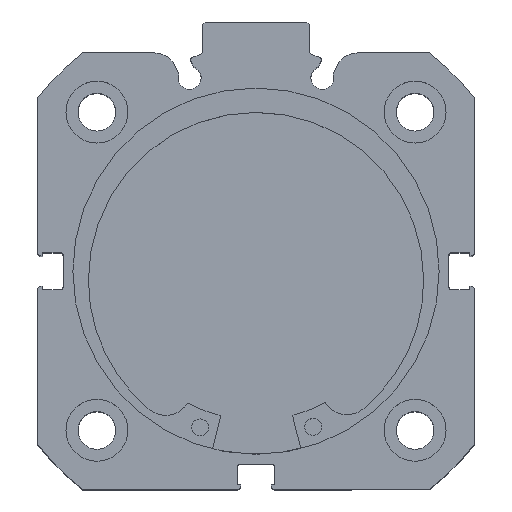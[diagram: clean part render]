
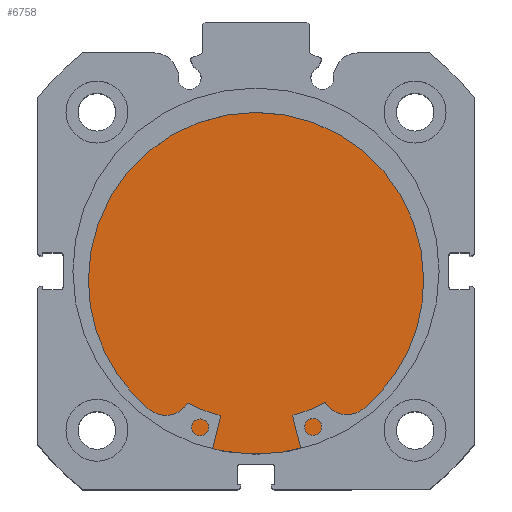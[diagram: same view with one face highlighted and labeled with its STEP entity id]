
A CAD part, top view. The second image highlights one B-rep face of the part: STEP entity #6758.
In plain terms, the highlighted face is planar.
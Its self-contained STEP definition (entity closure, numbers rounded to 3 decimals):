
#1088 = AXIS2_PLACEMENT_3D ( 'NONE', #4008, #4009, #4010 ) ;
#1094 = AXIS2_PLACEMENT_3D ( 'NONE', #4021, #4029, #4030 ) ;
#1172 = AXIS2_PLACEMENT_3D ( 'NONE', #4768, #4771, #4772 ) ;
#1887 = ORIENTED_EDGE ( 'NONE', *, *, #5731, .F. ) ;
#1888 = ORIENTED_EDGE ( 'NONE', *, *, #5724, .F. ) ;
#3440 = CIRCLE ( 'NONE', #1088, 32.5 ) ;
#3449 = CIRCLE ( 'NONE', #1094, 32.5 ) ;
#3691 = FACE_OUTER_BOUND ( 'NONE', #6488, .T. ) ;
#4008 = CARTESIAN_POINT ( 'NONE',  ( 9.5, 0., 0. ) ) ;
#4009 = DIRECTION ( 'NONE',  ( -1., 0., 0. ) ) ;
#4010 = DIRECTION ( 'NONE',  ( 0., 0., 1. ) ) ;
#4021 = CARTESIAN_POINT ( 'NONE',  ( 9.5, 0., 0. ) ) ;
#4029 = DIRECTION ( 'NONE',  ( -1., 0., 0. ) ) ;
#4030 = DIRECTION ( 'NONE',  ( 0., 0., 1. ) ) ;
#4126 = CARTESIAN_POINT ( 'NONE',  ( 9.5, 0., -32.5 ) ) ;
#4400 = CARTESIAN_POINT ( 'NONE',  ( 9.5, 0., 32.5 ) ) ;
#4768 = CARTESIAN_POINT ( 'NONE',  ( 9.5, 32.5, 0. ) ) ;
#4769 = PLANE ( 'NONE',  #1172 ) ;
#4771 = DIRECTION ( 'NONE',  ( -1., 0., 0. ) ) ;
#4772 = DIRECTION ( 'NONE',  ( 0., 0., 1. ) ) ;
#5724 = EDGE_CURVE ( 'NONE', #6206, #5855, #3440, .T. ) ;
#5731 = EDGE_CURVE ( 'NONE', #5855, #6206, #3449, .T. ) ;
#5855 = VERTEX_POINT ( 'NONE', #4126 ) ;
#6206 = VERTEX_POINT ( 'NONE', #4400 ) ;
#6488 = EDGE_LOOP ( 'NONE', ( #1888, #1887 ) ) ;
#6758 = ADVANCED_FACE ( 'NONE', ( #3691 ), #4769, .F. ) ;
